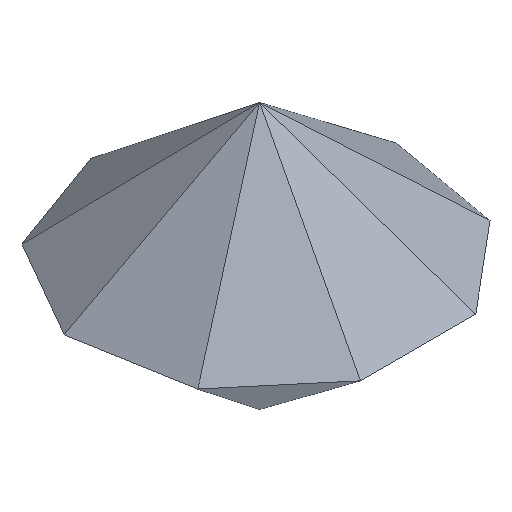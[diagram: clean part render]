
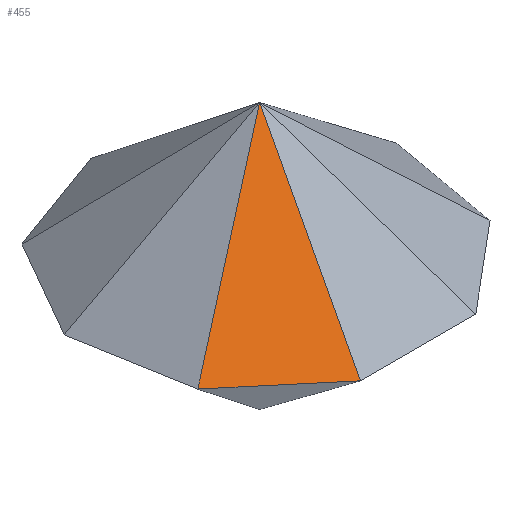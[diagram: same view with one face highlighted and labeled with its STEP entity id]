
A CAD part, isometric view. The second image highlights one B-rep face of the part: STEP entity #455.
In plain terms, the highlighted planar face has unit normal (-0.413, -0.492, 0.766).
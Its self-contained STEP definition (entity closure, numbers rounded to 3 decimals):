
#278=CARTESIAN_POINT('',(0.,-0.,7.885));
#279=VERTEX_POINT('',#278);
#415=CARTESIAN_POINT('',(-8.66,-5.,0.));
#416=VERTEX_POINT('',#415);
#423=CARTESIAN_POINT('',(0.,0.,7.885));
#424=DIRECTION('',(-0.68,-0.393,-0.619));
#425=VECTOR('',#424,12.735);
#426=LINE('',#423,#425);
#427=EDGE_CURVE('',#279,#416,#426,.T.);
#433=CARTESIAN_POINT('',(-6.04,-7.198,0.));
#434=DIRECTION('',(-0.413,-0.492,0.766));
#435=DIRECTION('',(0.,-0.841,-0.541));
#436=AXIS2_PLACEMENT_3D('',#433,#434,#435);
#437=PLANE('',#436);
#438=CARTESIAN_POINT('',(-3.42,-9.397,0.));
#439=VERTEX_POINT('',#438);
#440=CARTESIAN_POINT('',(-8.66,-5.,0.));
#441=DIRECTION('',(0.766,-0.643,0.));
#442=VECTOR('',#441,6.84);
#443=LINE('',#440,#442);
#444=EDGE_CURVE('',#416,#439,#443,.T.);
#445=ORIENTED_EDGE('',*,*,#444,.T.);
#446=CARTESIAN_POINT('',(0.,0.,7.885));
#447=DIRECTION('',(-0.269,-0.738,-0.619));
#448=VECTOR('',#447,12.735);
#449=LINE('',#446,#448);
#450=EDGE_CURVE('',#279,#439,#449,.T.);
#451=ORIENTED_EDGE('',*,*,#450,.F.);
#452=ORIENTED_EDGE('',*,*,#427,.T.);
#453=EDGE_LOOP('',(#445,#451,#452));
#454=FACE_BOUND('',#453,.T.);
#455=ADVANCED_FACE('',(#454),#437,.T.);
